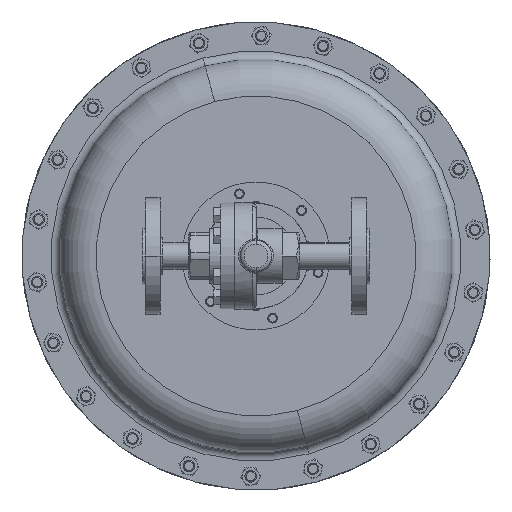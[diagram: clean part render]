
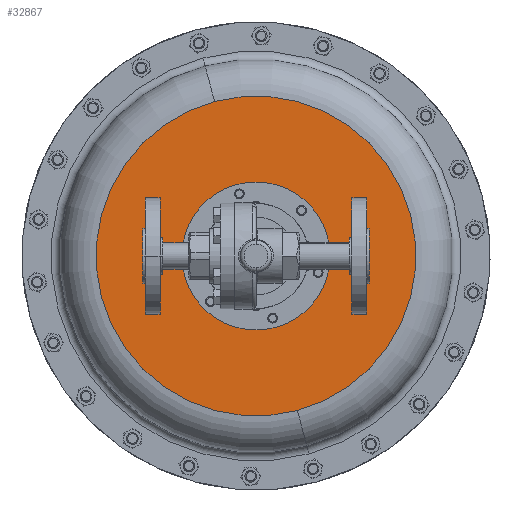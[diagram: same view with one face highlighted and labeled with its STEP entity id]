
A CAD part, front view. The second image highlights one B-rep face of the part: STEP entity #32867.
In plain terms, the highlighted planar face has unit normal (0, -1, 0).
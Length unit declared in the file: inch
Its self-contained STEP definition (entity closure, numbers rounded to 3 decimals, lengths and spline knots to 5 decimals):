
#3 = CARTESIAN_POINT ( 'NONE',  ( 2.74041, 10.69259, 3.08831 ) ) ;
#1983 = CARTESIAN_POINT ( 'NONE',  ( -0.61835, 10.69259, 6.44706 ) ) ;
#2368 = DIRECTION ( 'NONE',  ( 0., 1., 0. ) ) ;
#2463 = CARTESIAN_POINT ( 'NONE',  ( 2.38748, 10.69259, -0.18269 ) ) ;
#2566 = PLANE ( 'NONE',  #5565 ) ;
#2637 = CARTESIAN_POINT ( 'NONE',  ( 1.06103, 10.69259, 4.76768 ) ) ;
#4984 = EDGE_CURVE ( 'NONE', #11580, #13922, #13384, .T. ) ;
#5141 = CARTESIAN_POINT ( 'NONE',  ( 1.06103, 10.69259, 4.76768 ) ) ;
#5427 = CARTESIAN_POINT ( 'NONE',  ( 1.06103, 10.69259, 4.76768 ) ) ;
#5428 = DIRECTION ( 'NONE',  ( -0.707, 0., 0.707 ) ) ;
#5565 = AXIS2_PLACEMENT_3D ( 'NONE', #10947, #16512, #35855 ) ;
#7507 = VERTEX_POINT ( 'NONE', #1983 ) ;
#7914 = DIRECTION ( 'NONE',  ( 0.259, 0., -0.966 ) ) ;
#10289 = ORIENTED_EDGE ( 'NONE', *, *, #4984, .F. ) ;
#10947 = CARTESIAN_POINT ( 'NONE',  ( -3.88934, 10.69259, 3.44124 ) ) ;
#11230 = CARTESIAN_POINT ( 'NONE',  ( 1.06103, 10.69259, 4.76768 ) ) ;
#11580 = VERTEX_POINT ( 'NONE', #2463 ) ;
#13295 = ORIENTED_EDGE ( 'NONE', *, *, #30580, .F. ) ;
#13384 = CIRCLE ( 'NONE', #13440, 5.125 ) ;
#13440 = AXIS2_PLACEMENT_3D ( 'NONE', #5427, #2368, #33445 ) ;
#13922 = VERTEX_POINT ( 'NONE', #20749 ) ;
#14018 = DIRECTION ( 'NONE',  ( -0.707, 0., 0.707 ) ) ;
#14398 = AXIS2_PLACEMENT_3D ( 'NONE', #2637, #22058, #5428 ) ;
#16512 = DIRECTION ( 'NONE',  ( 0., -1., 0. ) ) ;
#17161 = EDGE_CURVE ( 'NONE', #31516, #7507, #26380, .T. ) ;
#18453 = CIRCLE ( 'NONE', #25125, 5.125 ) ;
#20749 = CARTESIAN_POINT ( 'NONE',  ( -0.26542, 10.69259, 9.71805 ) ) ;
#22058 = DIRECTION ( 'NONE',  ( 0., 1., 0. ) ) ;
#22865 = ORIENTED_EDGE ( 'NONE', *, *, #26902, .T. ) ;
#24516 = DIRECTION ( 'NONE',  ( 0., 1., 0. ) ) ;
#24562 = EDGE_LOOP ( 'NONE', ( #32040, #22865 ) ) ;
#25125 = AXIS2_PLACEMENT_3D ( 'NONE', #5141, #24516, #7914 ) ;
#26380 = CIRCLE ( 'NONE', #29063, 2.375 ) ;
#26902 = EDGE_CURVE ( 'NONE', #7507, #31516, #35456, .T. ) ;
#29063 = AXIS2_PLACEMENT_3D ( 'NONE', #11230, #30527, #14018 ) ;
#30527 = DIRECTION ( 'NONE',  ( 0., 1., 0. ) ) ;
#30580 = EDGE_CURVE ( 'NONE', #13922, #11580, #18453, .T. ) ;
#31516 = VERTEX_POINT ( 'NONE', #3 ) ;
#32040 = ORIENTED_EDGE ( 'NONE', *, *, #17161, .T. ) ;
#32867 = ADVANCED_FACE ( 'NONE', ( #34844, #33993 ), #2566, .T. ) ;
#32890 = EDGE_LOOP ( 'NONE', ( #10289, #13295 ) ) ;
#33445 = DIRECTION ( 'NONE',  ( 0.259, 0., -0.966 ) ) ;
#33993 = FACE_BOUND ( 'NONE', #24562, .T. ) ;
#34844 = FACE_OUTER_BOUND ( 'NONE', #32890, .T. ) ;
#35456 = CIRCLE ( 'NONE', #14398, 2.375 ) ;
#35855 = DIRECTION ( 'NONE',  ( -0.259, 0., 0.966 ) ) ;
